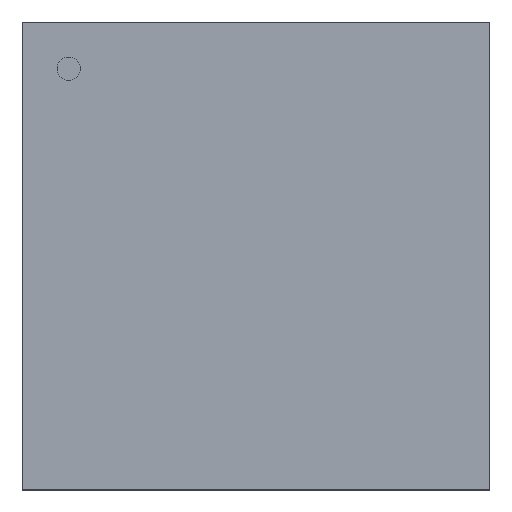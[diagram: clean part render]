
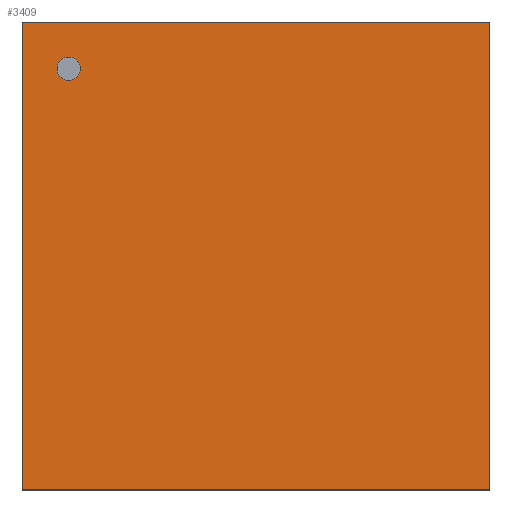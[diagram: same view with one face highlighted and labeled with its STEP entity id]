
A CAD part, top view. The second image highlights one B-rep face of the part: STEP entity #3409.
In plain terms, the highlighted planar face has unit normal (0, 0, 1).
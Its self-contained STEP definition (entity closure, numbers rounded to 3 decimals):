
#3185=CARTESIAN_POINT('',(7.506,-7.506,1.499));
#3184=VERTEX_POINT('',#3185);
#3195=CARTESIAN_POINT('',(-7.506,-7.506,1.499));
#3194=VERTEX_POINT('',#3195);
#3193=EDGE_CURVE('',#3194,#3184,#3198,.T.);
#3198=LINE('',#3195,#3200);
#3200=VECTOR('',#3201,15.011);
#3201=DIRECTION('',(1.0,0.0,0.0));
#3234=CARTESIAN_POINT('',(7.506,7.506,1.499));
#3233=VERTEX_POINT('',#3234);
#3242=EDGE_CURVE('',#3184,#3233,#3247,.T.);
#3247=LINE('',#3185,#3249);
#3249=VECTOR('',#3250,15.011);
#3250=DIRECTION('',(0.0,1.0,0.0));
#3283=CARTESIAN_POINT('',(-7.506,7.506,1.499));
#3282=VERTEX_POINT('',#3283);
#3291=EDGE_CURVE('',#3233,#3282,#3296,.T.);
#3296=LINE('',#3234,#3298);
#3298=VECTOR('',#3299,15.011);
#3299=DIRECTION('',(-1.0,0.0,0.0));
#3340=EDGE_CURVE('',#3282,#3194,#3345,.T.);
#3345=LINE('',#3283,#3347);
#3347=VECTOR('',#3348,15.011);
#3348=DIRECTION('',(0.0,-1.0,0.0));
#3409=ADVANCED_FACE('',(#3415),#3410,.T.);
#3410=PLANE('',#3411);
#3411=AXIS2_PLACEMENT_3D('',#3412,#3413,#3414);
#3412=CARTESIAN_POINT('',(-7.506,-7.506,1.499));
#3413=DIRECTION('',(0.0,0.0,1.0));
#3414=DIRECTION('',(0.,1.,0.));
#3415=FACE_OUTER_BOUND('',#3416,.T.);
#3416=EDGE_LOOP('',(#3417,#3427,#3437,#3447));
#3417=ORIENTED_EDGE('',*,*,#3193,.T.);
#3427=ORIENTED_EDGE('',*,*,#3242,.T.);
#3437=ORIENTED_EDGE('',*,*,#3291,.T.);
#3447=ORIENTED_EDGE('',*,*,#3340,.T.);
